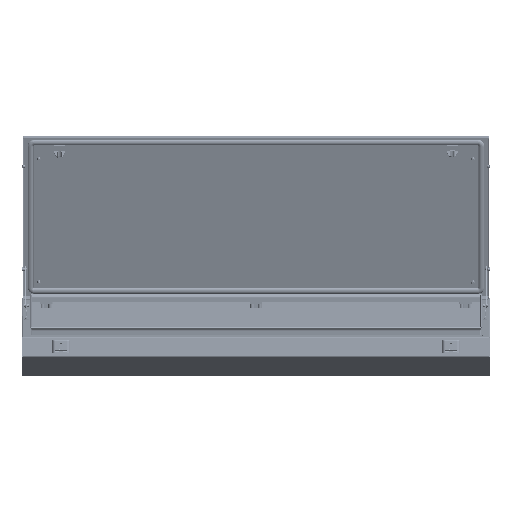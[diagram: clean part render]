
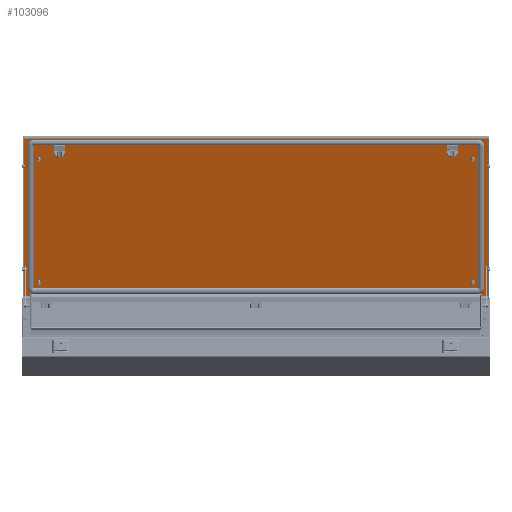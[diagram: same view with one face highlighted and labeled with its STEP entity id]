
A CAD part, front view. The second image highlights one B-rep face of the part: STEP entity #103096.
In plain terms, the highlighted face is planar.
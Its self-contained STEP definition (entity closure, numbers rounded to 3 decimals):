
#2725 = FACE_OUTER_BOUND ( 'NONE', #45046, .T. ) ;
#45046 = EDGE_LOOP ( 'NONE', ( #74797, #74800, #74804, #74807 ) ) ;
#48650 = LINE ( 'NONE', #97354, #48680 ) ;
#48659 = LINE ( 'NONE', #97359, #48672 ) ;
#48666 = LINE ( 'NONE', #97362, #48696 ) ;
#48672 = VECTOR ( 'NONE', #97361, 1000. ) ;
#48675 = LINE ( 'NONE', #97360, #48687 ) ;
#48680 = VECTOR ( 'NONE', #97355, 1000. ) ;
#48687 = VECTOR ( 'NONE', #97364, 1000. ) ;
#48696 = VECTOR ( 'NONE', #97366, 1000. ) ;
#74797 = ORIENTED_EDGE ( 'NONE', *, *, #90716, .F. ) ;
#74800 = ORIENTED_EDGE ( 'NONE', *, *, #90718, .F. ) ;
#74804 = ORIENTED_EDGE ( 'NONE', *, *, #90719, .F. ) ;
#74807 = ORIENTED_EDGE ( 'NONE', *, *, #90720, .F. ) ;
#79789 = VERTEX_POINT ( 'NONE', #99364 ) ;
#80220 = VERTEX_POINT ( 'NONE', #99841 ) ;
#81034 = VERTEX_POINT ( 'NONE', #98056 ) ;
#81358 = VERTEX_POINT ( 'NONE', #98191 ) ;
#90716 = EDGE_CURVE ( 'NONE', #80220, #79789, #48659, .T. ) ;
#90718 = EDGE_CURVE ( 'NONE', #81034, #80220, #48650, .T. ) ;
#90719 = EDGE_CURVE ( 'NONE', #81358, #81034, #48675, .T. ) ;
#90720 = EDGE_CURVE ( 'NONE', #79789, #81358, #48666, .T. ) ;
#94749 = AXIS2_PLACEMENT_3D ( 'NONE', #134092, #134098, #134099 ) ;
#97354 = CARTESIAN_POINT ( 'NONE',  ( 218.5, 595.5, 2. ) ) ;
#97355 = DIRECTION ( 'NONE',  ( 0., -1., 0. ) ) ;
#97359 = CARTESIAN_POINT ( 'NONE',  ( 219.5, -595.5, 2. ) ) ;
#97360 = CARTESIAN_POINT ( 'NONE',  ( -219.5, 595.5, 2. ) ) ;
#97361 = DIRECTION ( 'NONE',  ( -1., 0., 0. ) ) ;
#97362 = CARTESIAN_POINT ( 'NONE',  ( -218.5, -595.5, 2. ) ) ;
#97364 = DIRECTION ( 'NONE',  ( 1., 0., 0. ) ) ;
#97366 = DIRECTION ( 'NONE',  ( 0., 1., 0. ) ) ;
#98056 = CARTESIAN_POINT ( 'NONE',  ( 218.5, 595.5, 2. ) ) ;
#98191 = CARTESIAN_POINT ( 'NONE',  ( -218.5, 595.5, 2. ) ) ;
#99364 = CARTESIAN_POINT ( 'NONE',  ( -218.5, -595.5, 2. ) ) ;
#99841 = CARTESIAN_POINT ( 'NONE',  ( 218.5, -595.5, 2. ) ) ;
#103096 = ADVANCED_FACE ( 'NONE', ( #2725 ), #134096, .T. ) ;
#134092 = CARTESIAN_POINT ( 'NONE',  ( -219.5, -596.5, 2. ) ) ;
#134096 = PLANE ( 'NONE',  #94749 ) ;
#134098 = DIRECTION ( 'NONE',  ( 0., 0., 1. ) ) ;
#134099 = DIRECTION ( 'NONE',  ( 1., 0., 0. ) ) ;
